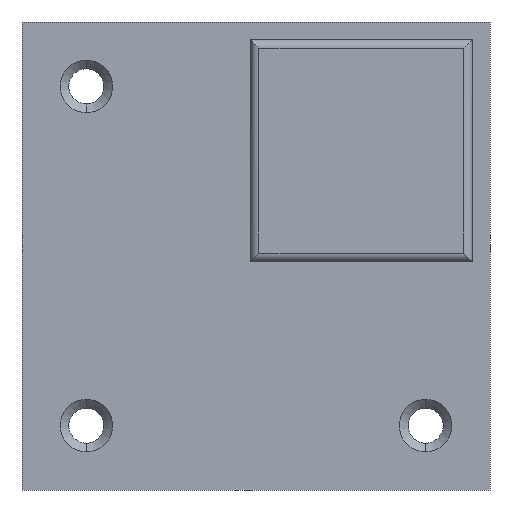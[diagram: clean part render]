
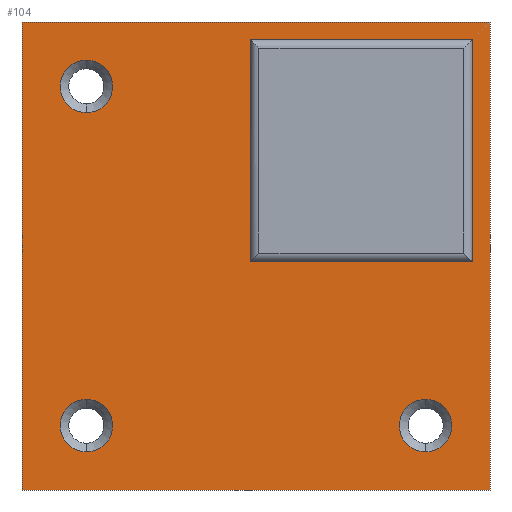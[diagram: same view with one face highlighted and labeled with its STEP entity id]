
A CAD part, front view. The second image highlights one B-rep face of the part: STEP entity #104.
In plain terms, the highlighted planar face has unit normal (0, -1, 0).
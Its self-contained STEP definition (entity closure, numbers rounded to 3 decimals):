
#5 = FACE_BOUND ( 'NONE', #832, .T. ) ;
#12 = PLANE ( 'NONE',  #317 ) ;
#18 = ORIENTED_EDGE ( 'NONE', *, *, #248, .F. ) ;
#29 = CARTESIAN_POINT ( 'NONE',  ( -29., -8., -33.5 ) ) ;
#36 = CARTESIAN_POINT ( 'NONE',  ( -1., -8., 37. ) ) ;
#58 = CARTESIAN_POINT ( 'NONE',  ( 29., -8., -29. ) ) ;
#67 = LINE ( 'NONE', #291, #638 ) ;
#68 = ORIENTED_EDGE ( 'NONE', *, *, #258, .F. ) ;
#76 = CARTESIAN_POINT ( 'NONE',  ( -29., -8., -24.5 ) ) ;
#78 = EDGE_CURVE ( 'NONE', #895, #507, #84, .T. ) ;
#84 = CIRCLE ( 'NONE', #347, 4.5 ) ;
#93 = VECTOR ( 'NONE', #591, 1000. ) ;
#98 = LINE ( 'NONE', #549, #685 ) ;
#100 = CARTESIAN_POINT ( 'NONE',  ( -40., -8., -40. ) ) ;
#104 = ADVANCED_FACE ( 'NONE', ( #319, #763, #5, #917, #463 ), #12, .F. ) ;
#112 = CARTESIAN_POINT ( 'NONE',  ( -40., -8., -40. ) ) ;
#113 = VECTOR ( 'NONE', #933, 1000. ) ;
#127 = LINE ( 'NONE', #426, #418 ) ;
#136 = DIRECTION ( 'NONE',  ( 0., 1., 0. ) ) ;
#139 = DIRECTION ( 'NONE',  ( 0., 0., 1. ) ) ;
#154 = CARTESIAN_POINT ( 'NONE',  ( 29., -8., -33.5 ) ) ;
#155 = VERTEX_POINT ( 'NONE', #691 ) ;
#199 = LINE ( 'NONE', #112, #545 ) ;
#209 = LINE ( 'NONE', #272, #93 ) ;
#219 = EDGE_CURVE ( 'NONE', #744, #592, #672, .T. ) ;
#221 = DIRECTION ( 'NONE',  ( 0., 0., 1. ) ) ;
#223 = CIRCLE ( 'NONE', #597, 4.5 ) ;
#230 = VERTEX_POINT ( 'NONE', #556 ) ;
#241 = DIRECTION ( 'NONE',  ( 0., 0., 1. ) ) ;
#248 = EDGE_CURVE ( 'NONE', #803, #337, #477, .T. ) ;
#254 = CARTESIAN_POINT ( 'NONE',  ( 40., -8., -40. ) ) ;
#257 = DIRECTION ( 'NONE',  ( 0., 0., -1. ) ) ;
#258 = EDGE_CURVE ( 'NONE', #337, #410, #98, .T. ) ;
#263 = CARTESIAN_POINT ( 'NONE',  ( 37., -8., 37. ) ) ;
#268 = CARTESIAN_POINT ( 'NONE',  ( -40., -8., 40. ) ) ;
#271 = ORIENTED_EDGE ( 'NONE', *, *, #764, .T. ) ;
#272 = CARTESIAN_POINT ( 'NONE',  ( 40., -8., -40. ) ) ;
#274 = DIRECTION ( 'NONE',  ( 0., 1., 0. ) ) ;
#283 = CARTESIAN_POINT ( 'NONE',  ( -29., -8., -29. ) ) ;
#291 = CARTESIAN_POINT ( 'NONE',  ( 37., -8., 37. ) ) ;
#295 = EDGE_CURVE ( 'NONE', #799, #230, #719, .T. ) ;
#299 = VECTOR ( 'NONE', #399, 1000. ) ;
#312 = CIRCLE ( 'NONE', #663, 4.5 ) ;
#317 = AXIS2_PLACEMENT_3D ( 'NONE', #387, #611, #533 ) ;
#319 = FACE_BOUND ( 'NONE', #434, .T. ) ;
#335 = DIRECTION ( 'NONE',  ( 1., 0., 0. ) ) ;
#337 = VERTEX_POINT ( 'NONE', #782 ) ;
#347 = AXIS2_PLACEMENT_3D ( 'NONE', #283, #274, #599 ) ;
#356 = CARTESIAN_POINT ( 'NONE',  ( -29., -8., 29. ) ) ;
#366 = VERTEX_POINT ( 'NONE', #372 ) ;
#372 = CARTESIAN_POINT ( 'NONE',  ( -29., -8., 24.5 ) ) ;
#381 = AXIS2_PLACEMENT_3D ( 'NONE', #632, #412, #623 ) ;
#387 = CARTESIAN_POINT ( 'NONE',  ( 0., -8., 0. ) ) ;
#399 = DIRECTION ( 'NONE',  ( 1., 0., 0. ) ) ;
#404 = EDGE_CURVE ( 'NONE', #507, #895, #223, .T. ) ;
#410 = VERTEX_POINT ( 'NONE', #751 ) ;
#411 = EDGE_CURVE ( 'NONE', #819, #803, #67, .T. ) ;
#412 = DIRECTION ( 'NONE',  ( 0., 1., 0. ) ) ;
#418 = VECTOR ( 'NONE', #577, 1000. ) ;
#421 = EDGE_CURVE ( 'NONE', #702, #738, #209, .T. ) ;
#422 = ORIENTED_EDGE ( 'NONE', *, *, #860, .F. ) ;
#426 = CARTESIAN_POINT ( 'NONE',  ( 37., -8., 37. ) ) ;
#428 = DIRECTION ( 'NONE',  ( 0., 1., 0. ) ) ;
#431 = DIRECTION ( 'NONE',  ( 0., 0., 1. ) ) ;
#434 = EDGE_LOOP ( 'NONE', ( #271, #621 ) ) ;
#436 = ORIENTED_EDGE ( 'NONE', *, *, #487, .T. ) ;
#445 = VECTOR ( 'NONE', #257, 1000. ) ;
#463 = FACE_BOUND ( 'NONE', #475, .T. ) ;
#475 = EDGE_LOOP ( 'NONE', ( #925, #68, #18, #802 ) ) ;
#477 = LINE ( 'NONE', #787, #445 ) ;
#483 = EDGE_LOOP ( 'NONE', ( #701, #422, #641, #570 ) ) ;
#487 = EDGE_CURVE ( 'NONE', #155, #366, #694, .T. ) ;
#492 = EDGE_CURVE ( 'NONE', #366, #155, #915, .T. ) ;
#507 = VERTEX_POINT ( 'NONE', #76 ) ;
#520 = CARTESIAN_POINT ( 'NONE',  ( -29., -8., -29. ) ) ;
#529 = CARTESIAN_POINT ( 'NONE',  ( -29., -8., 29. ) ) ;
#533 = DIRECTION ( 'NONE',  ( 0., 0., 1. ) ) ;
#545 = VECTOR ( 'NONE', #938, 1000. ) ;
#549 = CARTESIAN_POINT ( 'NONE',  ( 37., -8., -1. ) ) ;
#556 = CARTESIAN_POINT ( 'NONE',  ( -40., -8., 40. ) ) ;
#570 = ORIENTED_EDGE ( 'NONE', *, *, #930, .F. ) ;
#577 = DIRECTION ( 'NONE',  ( 0., 0., 1. ) ) ;
#591 = DIRECTION ( 'NONE',  ( 0., 0., -1. ) ) ;
#592 = VERTEX_POINT ( 'NONE', #154 ) ;
#593 = ORIENTED_EDGE ( 'NONE', *, *, #492, .T. ) ;
#597 = AXIS2_PLACEMENT_3D ( 'NONE', #520, #946, #221 ) ;
#599 = DIRECTION ( 'NONE',  ( 0., 0., 1. ) ) ;
#611 = DIRECTION ( 'NONE',  ( 0., 1., 0. ) ) ;
#618 = CARTESIAN_POINT ( 'NONE',  ( 40., -8., 40. ) ) ;
#621 = ORIENTED_EDGE ( 'NONE', *, *, #219, .T. ) ;
#623 = DIRECTION ( 'NONE',  ( 0., 0., 1. ) ) ;
#632 = CARTESIAN_POINT ( 'NONE',  ( 29., -8., -29. ) ) ;
#638 = VECTOR ( 'NONE', #801, 1000. ) ;
#641 = ORIENTED_EDGE ( 'NONE', *, *, #295, .F. ) ;
#652 = EDGE_LOOP ( 'NONE', ( #718, #659 ) ) ;
#659 = ORIENTED_EDGE ( 'NONE', *, *, #404, .T. ) ;
#663 = AXIS2_PLACEMENT_3D ( 'NONE', #58, #136, #431 ) ;
#672 = CIRCLE ( 'NONE', #381, 4.5 ) ;
#685 = VECTOR ( 'NONE', #335, 1000. ) ;
#691 = CARTESIAN_POINT ( 'NONE',  ( -29., -8., 33.5 ) ) ;
#694 = CIRCLE ( 'NONE', #850, 4.5 ) ;
#701 = ORIENTED_EDGE ( 'NONE', *, *, #421, .F. ) ;
#702 = VERTEX_POINT ( 'NONE', #618 ) ;
#710 = AXIS2_PLACEMENT_3D ( 'NONE', #529, #762, #241 ) ;
#718 = ORIENTED_EDGE ( 'NONE', *, *, #78, .T. ) ;
#719 = LINE ( 'NONE', #928, #113 ) ;
#738 = VERTEX_POINT ( 'NONE', #254 ) ;
#744 = VERTEX_POINT ( 'NONE', #858 ) ;
#751 = CARTESIAN_POINT ( 'NONE',  ( 37., -8., -1. ) ) ;
#762 = DIRECTION ( 'NONE',  ( 0., 1., 0. ) ) ;
#763 = FACE_BOUND ( 'NONE', #652, .T. ) ;
#764 = EDGE_CURVE ( 'NONE', #592, #744, #312, .T. ) ;
#782 = CARTESIAN_POINT ( 'NONE',  ( -1., -8., -1. ) ) ;
#787 = CARTESIAN_POINT ( 'NONE',  ( -1., -8., 37. ) ) ;
#799 = VERTEX_POINT ( 'NONE', #100 ) ;
#801 = DIRECTION ( 'NONE',  ( -1., 0., 0. ) ) ;
#802 = ORIENTED_EDGE ( 'NONE', *, *, #411, .F. ) ;
#803 = VERTEX_POINT ( 'NONE', #36 ) ;
#819 = VERTEX_POINT ( 'NONE', #263 ) ;
#832 = EDGE_LOOP ( 'NONE', ( #593, #436 ) ) ;
#850 = AXIS2_PLACEMENT_3D ( 'NONE', #356, #428, #139 ) ;
#857 = LINE ( 'NONE', #268, #299 ) ;
#858 = CARTESIAN_POINT ( 'NONE',  ( 29., -8., -24.5 ) ) ;
#860 = EDGE_CURVE ( 'NONE', #230, #702, #857, .T. ) ;
#895 = VERTEX_POINT ( 'NONE', #29 ) ;
#915 = CIRCLE ( 'NONE', #710, 4.5 ) ;
#917 = FACE_OUTER_BOUND ( 'NONE', #483, .T. ) ;
#925 = ORIENTED_EDGE ( 'NONE', *, *, #950, .F. ) ;
#928 = CARTESIAN_POINT ( 'NONE',  ( -40., -8., -40. ) ) ;
#930 = EDGE_CURVE ( 'NONE', #738, #799, #199, .T. ) ;
#933 = DIRECTION ( 'NONE',  ( 0., 0., 1. ) ) ;
#938 = DIRECTION ( 'NONE',  ( -1., 0., 0. ) ) ;
#946 = DIRECTION ( 'NONE',  ( 0., 1., 0. ) ) ;
#950 = EDGE_CURVE ( 'NONE', #410, #819, #127, .T. ) ;
